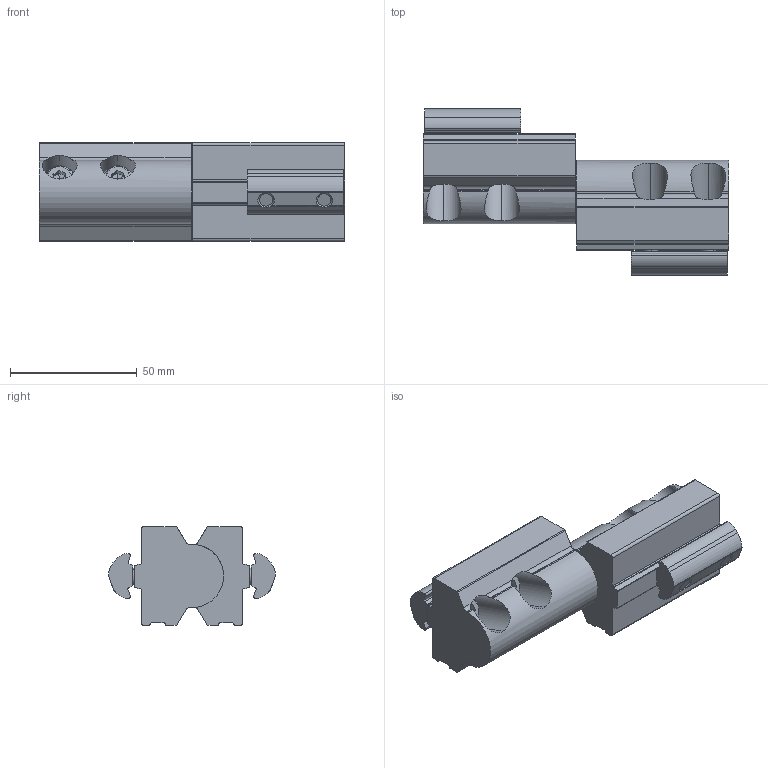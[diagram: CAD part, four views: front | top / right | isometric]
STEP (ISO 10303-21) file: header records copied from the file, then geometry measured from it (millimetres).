
FILE_DESCRIPTION (( 'STEP AP214' ), '1' );
FILE_NAME ('40mm LH Inline Pivot Kit(40MPI-0411-007-01).STEP', '2023-09-06T17:05:57', ( '' ), ( '' ), 'SwSTEP 2.0', 'SolidWorks 2020', '' );
FILE_SCHEMA (( 'AUTOMOTIVE_DESIGN' ));
Length unit declared in the file: millimetre
Products named in the file (3): Inline Pivot LH Bushing; 40mm LH Inline Pivot Kit(40MPI-0411-007-01); Inline Pivot LH Pin
Assembly tree (2 placements, depth 2):
  40mm LH Inline Pivot Kit(40MPI-0411-007-01)
    Inline Pivot LH Bushing
    Inline Pivot LH Pin
Bounding box: 120.5 x 65.88 x 39 mm (x, y, z)
Volume: 117810.1 mm3; surface area: 36054.4 mm2
Topology: 11 solids, 11 shells, 341 faces, 838 edges, 522 vertices
Faces by surface type: cylinder 148, plane 97, cone 58, bspline 24, torus 14
Entity records: 10833 total; most frequent: CARTESIAN_POINT 2662, DIRECTION 1672, ORIENTED_EDGE 1668, EDGE_CURVE 834, AXIS2_PLACEMENT_3D 636, VERTEX_POINT 522, LINE 400, VECTOR 400
